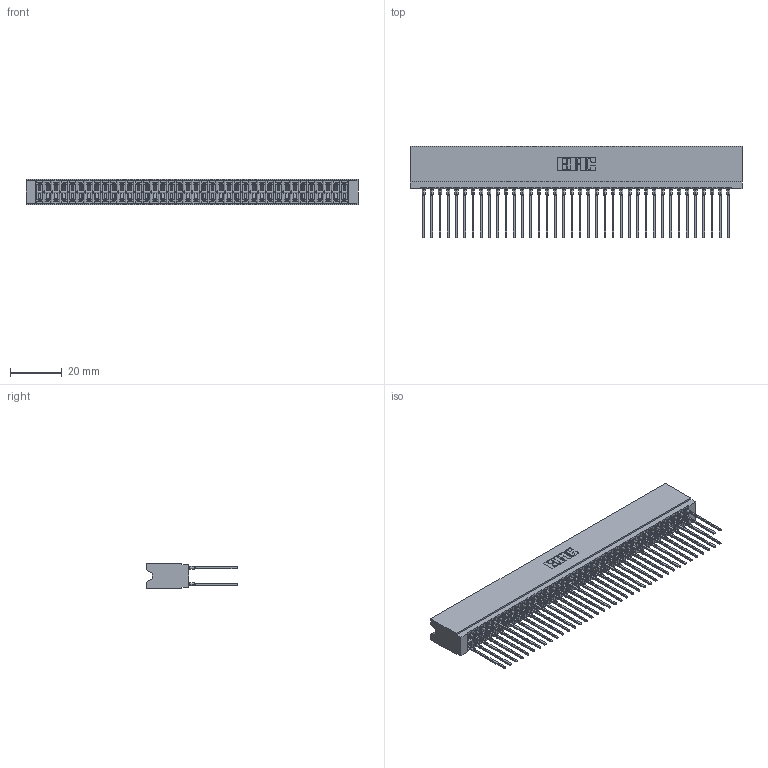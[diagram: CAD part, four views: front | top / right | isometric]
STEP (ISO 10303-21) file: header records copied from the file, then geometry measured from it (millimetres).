
FILE_DESCRIPTION (( 'STEP AP203' ), '1' );
FILE_NAME ('746-076-541-606.STEP', '2026-03-04T16:04:27', ( '' ), ( '' ), 'SwSTEP 2.0', 'SolidWorks 2023', '' );
FILE_SCHEMA (( 'CONFIG_CONTROL_DESIGN' ));
Length unit declared in the file: millimetre
Products named in the file (3): 746-292-001_541; 746 Part_.340 Slot Depth - 06; 746-076-541-606
Assembly tree (77 placements, depth 2):
  746-076-541-606
    746 Part_.340 Slot Depth - 06
    746-292-001_541  x76
Bounding box: 127.89 x 35.42 x 9.91 mm (x, y, z)
Volume: 15120.4 mm3; surface area: 24117.5 mm2
Topology: 77 solids, 77 shells, 6900 faces, 18961 edges, 12069 vertices
Faces by surface type: plane 3552, bspline 1520, cylinder 1372, torus 456
Entity records: 59221 total; most frequent: CARTESIAN_POINT 11808, ORIENTED_EDGE 10172, DIRECTION 8500, EDGE_CURVE 5086, LINE 4522, VECTOR 4522, VERTEX_POINT 3369, AXIS2_PLACEMENT_3D 1989
